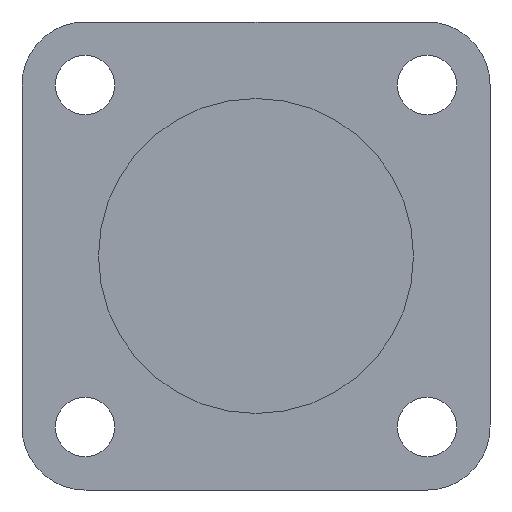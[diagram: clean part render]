
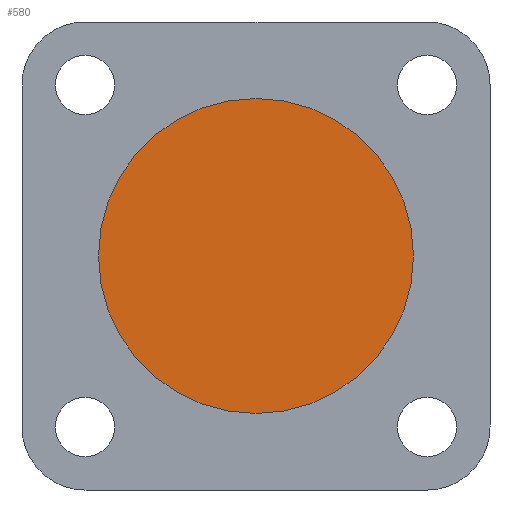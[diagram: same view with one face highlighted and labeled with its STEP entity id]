
A CAD part, left-side view. The second image highlights one B-rep face of the part: STEP entity #580.
In plain terms, the highlighted planar face has unit normal (-1, 0, 0).
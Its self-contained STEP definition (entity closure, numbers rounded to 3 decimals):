
#18 = AXIS2_PLACEMENT_3D ( 'NONE', #467, #1453, #610 ) ;
#52 = AXIS2_PLACEMENT_3D ( 'NONE', #514, #1498, #654 ) ;
#115 = CARTESIAN_POINT ( 'NONE',  ( 7., 0., 0. ) ) ;
#245 = EDGE_LOOP ( 'NONE', ( #1725, #1230 ) ) ;
#252 = DIRECTION ( 'NONE',  ( 0., 0., -1. ) ) ;
#467 = CARTESIAN_POINT ( 'NONE',  ( 7., 0., 0. ) ) ;
#514 = CARTESIAN_POINT ( 'NONE',  ( 7., 0., 0. ) ) ;
#521 = AXIS2_PLACEMENT_3D ( 'NONE', #115, #1087, #252 ) ;
#580 = ADVANCED_FACE ( 'NONE', ( #1524 ), #1370, .F. ) ;
#610 = DIRECTION ( 'NONE',  ( 0., 0., -1. ) ) ;
#654 = DIRECTION ( 'NONE',  ( 0., 0., -1. ) ) ;
#762 = VERTEX_POINT ( 'NONE', #1122 ) ;
#907 = CIRCLE ( 'NONE', #52, 17.5 ) ;
#1087 = DIRECTION ( 'NONE',  ( 1., 0., 0. ) ) ;
#1098 = CARTESIAN_POINT ( 'NONE',  ( 7., 0., -17.5 ) ) ;
#1122 = CARTESIAN_POINT ( 'NONE',  ( 7., 0., 17.5 ) ) ;
#1138 = CIRCLE ( 'NONE', #18, 17.5 ) ;
#1157 = VERTEX_POINT ( 'NONE', #1098 ) ;
#1230 = ORIENTED_EDGE ( 'NONE', *, *, #1652, .F. ) ;
#1370 = PLANE ( 'NONE',  #521 ) ;
#1453 = DIRECTION ( 'NONE',  ( 1., 0., 0. ) ) ;
#1498 = DIRECTION ( 'NONE',  ( 1., 0., 0. ) ) ;
#1524 = FACE_OUTER_BOUND ( 'NONE', #245, .T. ) ;
#1528 = EDGE_CURVE ( 'NONE', #1157, #762, #907, .T. ) ;
#1652 = EDGE_CURVE ( 'NONE', #762, #1157, #1138, .T. ) ;
#1725 = ORIENTED_EDGE ( 'NONE', *, *, #1528, .F. ) ;
